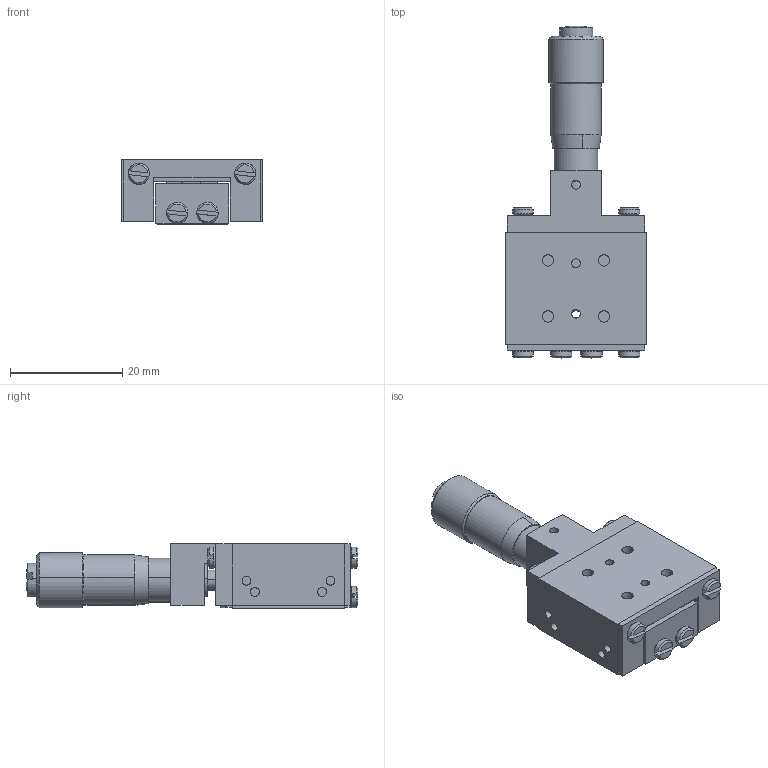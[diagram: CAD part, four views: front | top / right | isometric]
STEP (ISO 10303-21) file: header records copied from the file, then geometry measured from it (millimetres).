
FILE_DESCRIPTION(/* description */ (''),/* implementation_level */ '2;1');
FILE_NAME(/* name */ '02-SS-~1',/* time_stamp */ '2022-07-27T15:58:30+03:00',/* author */ (''),/* organization */ (''),/* preprocessor_version */ 'ST-DEVELOPER v15',/* originating_system */ '',/* authorisation */ '');
FILE_SCHEMA (('AUTOMOTIVE_DESIGN'));
Length unit declared in the file: millimetre
Products named in the file (4): Document; 02SS _ MS; 02SS _ MS_Substitute_1
Assembly tree (3 placements, depth 4):
  Document
    Document
      02SS _ MS
        02SS _ MS_Substitute_1
Bounding box: 25 x 59.24 x 11.5 mm (x, y, z)
Volume: 7357.8 mm3; surface area: 7710.1 mm2
Topology: 16 solids, 16 shells, 342 faces, 867 edges, 561 vertices
Faces by surface type: bspline 342
Entity records: 22435 total; most frequent: CARTESIAN_POINT 11813, ORIENTED_EDGE 1698, PCURVE 1698, DEFINITIONAL_REPRESENTATION 1698, B_SPLINE_CURVE_WITH_KNOTS 1670, SURFACE_CURVE 849, EDGE_CURVE 849, VERTEX_POINT 561
